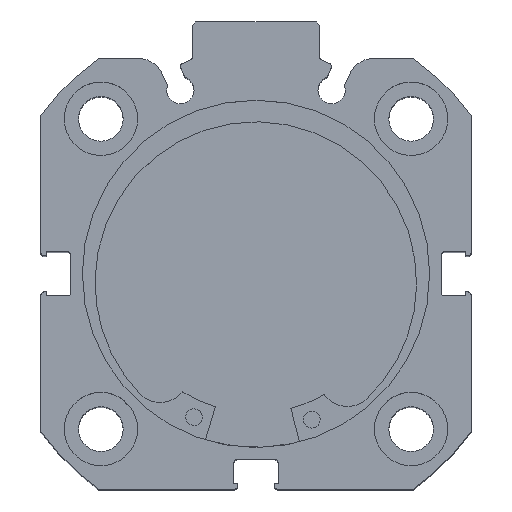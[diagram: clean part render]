
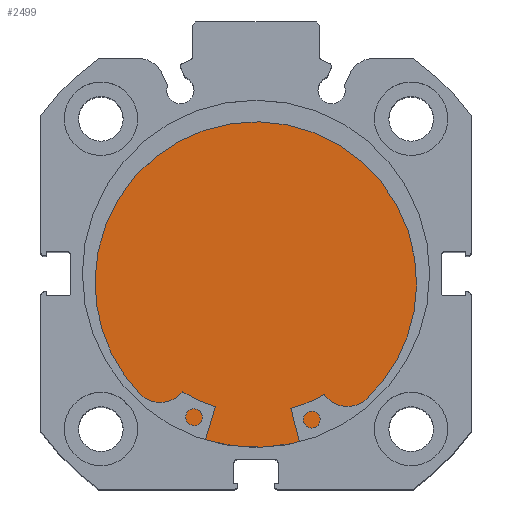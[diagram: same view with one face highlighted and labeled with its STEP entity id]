
A CAD part, top view. The second image highlights one B-rep face of the part: STEP entity #2499.
In plain terms, the highlighted face is planar.
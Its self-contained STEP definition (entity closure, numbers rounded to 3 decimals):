
#225 = VERTEX_POINT ( 'NONE', #3857 ) ;
#325 = VERTEX_POINT ( 'NONE', #3957 ) ;
#690 = AXIS2_PLACEMENT_3D ( 'NONE', #4559, #4560, #4561 ) ;
#695 = AXIS2_PLACEMENT_3D ( 'NONE', #4585, #4586, #4587 ) ;
#935 = AXIS2_PLACEMENT_3D ( 'NONE', #5843, #5846, #5847 ) ;
#1210 = EDGE_LOOP ( 'NONE', ( #1288, #1290 ) ) ;
#1288 = ORIENTED_EDGE ( 'NONE', *, *, #1572, .F. ) ;
#1290 = ORIENTED_EDGE ( 'NONE', *, *, #1563, .F. ) ;
#1563 = EDGE_CURVE ( 'NONE', #225, #325, #3192, .T. ) ;
#1572 = EDGE_CURVE ( 'NONE', #325, #225, #3205, .T. ) ;
#2499 = ADVANCED_FACE ( 'NONE', ( #6484 ), #5844, .F. ) ;
#3192 = CIRCLE ( 'NONE', #690, 26. ) ;
#3205 = CIRCLE ( 'NONE', #695, 26. ) ;
#3857 = CARTESIAN_POINT ( 'NONE',  ( 9., 0., -26. ) ) ;
#3957 = CARTESIAN_POINT ( 'NONE',  ( 9., 0., 26. ) ) ;
#4559 = CARTESIAN_POINT ( 'NONE',  ( 9., 0., 0. ) ) ;
#4560 = DIRECTION ( 'NONE',  ( -1., 0., 0. ) ) ;
#4561 = DIRECTION ( 'NONE',  ( 0., 0., 1. ) ) ;
#4585 = CARTESIAN_POINT ( 'NONE',  ( 9., 0., 0. ) ) ;
#4586 = DIRECTION ( 'NONE',  ( -1., 0., 0. ) ) ;
#4587 = DIRECTION ( 'NONE',  ( 0., 0., 1. ) ) ;
#5843 = CARTESIAN_POINT ( 'NONE',  ( 9., 26., 0. ) ) ;
#5844 = PLANE ( 'NONE',  #935 ) ;
#5846 = DIRECTION ( 'NONE',  ( -1., 0., 0. ) ) ;
#5847 = DIRECTION ( 'NONE',  ( 0., 0., 1. ) ) ;
#6484 = FACE_OUTER_BOUND ( 'NONE', #1210, .T. ) ;
